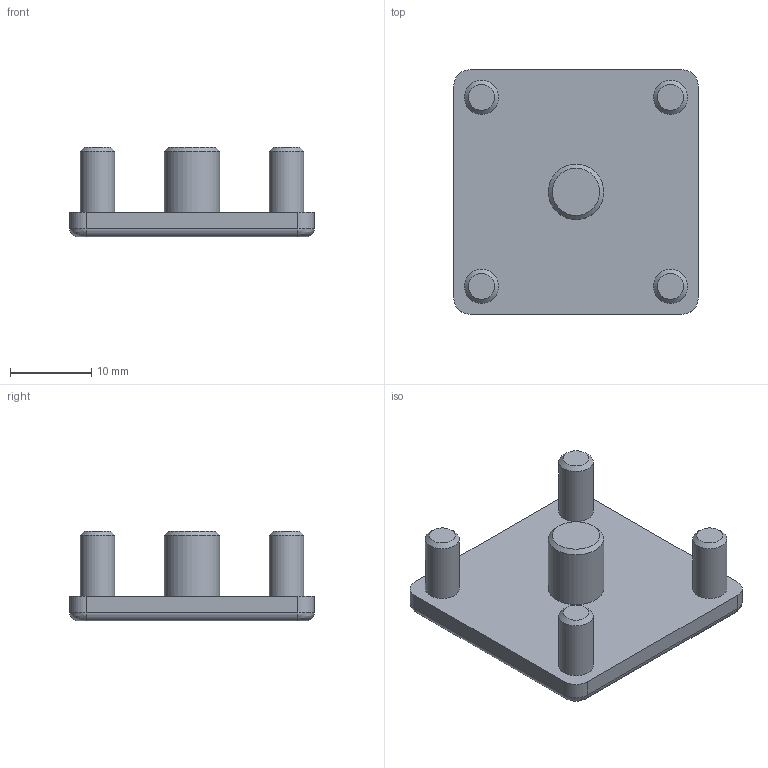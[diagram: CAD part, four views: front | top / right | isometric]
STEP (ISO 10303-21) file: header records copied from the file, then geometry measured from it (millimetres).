
FILE_DESCRIPTION(/* description */ (''),/* implementation_level */ '2;1');
FILE_NAME(/* name */ 'end-cap.step',/* time_stamp */ '2023-01-14T12:00:34+07:00',/* author */ (''),/* organization */ (''),/* preprocessor_version */ 'ST-DEVELOPER v19.2',/* originating_system */ 'Autodesk Translation Framework v11.17.0.187',/* authorisation */ '');
FILE_SCHEMA (('AUTOMOTIVE_DESIGN { 1 0 10303 214 3 1 1 }'));
Length unit declared in the file: millimetre
Products named in the file (1): End Cap
Bounding box: 30 x 30 x 11 mm (x, y, z)
Volume: 3390.4 mm3; surface area: 3270.3 mm2
Topology: 13 solids, 13 shells, 170 faces, 365 edges, 239 vertices
Faces by surface type: bspline 68, cylinder 49, plane 48, cone 5
Full cylindrical faces by diameter (mm): 4.2 x4, 6.8 x1
Entity records: 6262 total; most frequent: CARTESIAN_POINT 2869, ORIENTED_EDGE 730, DIRECTION 550, EDGE_CURVE 365, VERTEX_POINT 239, AXIS2_PLACEMENT_3D 210, EDGE_LOOP 190, FACE_OUTER_BOUND 170
